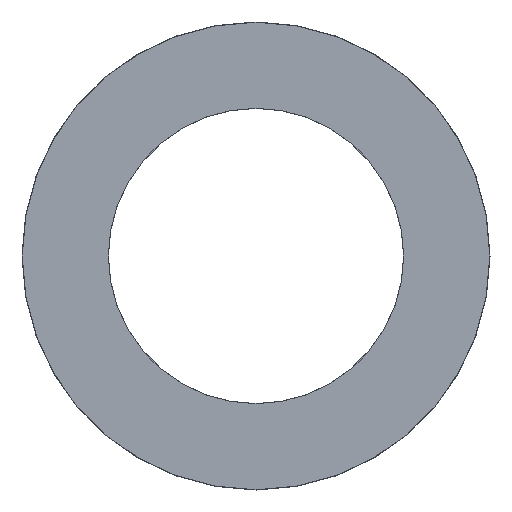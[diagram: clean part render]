
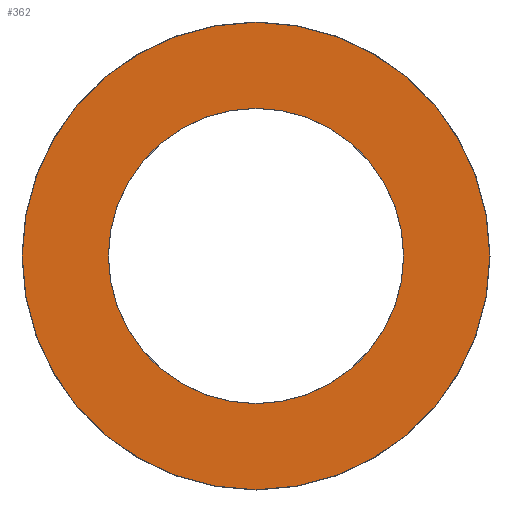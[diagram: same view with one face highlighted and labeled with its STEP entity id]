
A CAD part, front view. The second image highlights one B-rep face of the part: STEP entity #362.
In plain terms, the highlighted planar face has unit normal (0, -1, 0).
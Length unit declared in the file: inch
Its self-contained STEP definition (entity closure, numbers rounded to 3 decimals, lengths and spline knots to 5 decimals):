
#33 = DIRECTION ( 'NONE',  ( 0., 0., 1. ) ) ;
#61 = AXIS2_PLACEMENT_3D ( 'NONE', #141, #391, #352 ) ;
#73 = VERTEX_POINT ( 'NONE', #410 ) ;
#79 = DIRECTION ( 'NONE',  ( 0., 1., 0. ) ) ;
#88 = EDGE_LOOP ( 'NONE', ( #425 ) ) ;
#131 = CARTESIAN_POINT ( 'NONE',  ( 2.03219, 1.57586, 2.16412 ) ) ;
#141 = CARTESIAN_POINT ( 'NONE',  ( 2.03219, 1.57586, 2.16412 ) ) ;
#152 = ORIENTED_EDGE ( 'NONE', *, *, #497, .T. ) ;
#168 = DIRECTION ( 'NONE',  ( 0., 1., 0. ) ) ;
#177 = FACE_OUTER_BOUND ( 'NONE', #88, .T. ) ;
#225 = PLANE ( 'NONE',  #61 ) ;
#273 = CARTESIAN_POINT ( 'NONE',  ( 2.03219, 1.57586, 3.91862 ) ) ;
#279 = AXIS2_PLACEMENT_3D ( 'NONE', #131, #168, #295 ) ;
#290 = CIRCLE ( 'NONE', #279, 1.1085 ) ;
#295 = DIRECTION ( 'NONE',  ( 0., 0., 1. ) ) ;
#352 = DIRECTION ( 'NONE',  ( 0., 0., 1. ) ) ;
#357 = AXIS2_PLACEMENT_3D ( 'NONE', #472, #79, #33 ) ;
#362 = ADVANCED_FACE ( 'NONE', ( #177, #532 ), #225, .F. ) ;
#391 = DIRECTION ( 'NONE',  ( 0., 1., 0. ) ) ;
#410 = CARTESIAN_POINT ( 'NONE',  ( 2.03219, 1.57586, 3.27262 ) ) ;
#425 = ORIENTED_EDGE ( 'NONE', *, *, #554, .F. ) ;
#438 = CIRCLE ( 'NONE', #357, 1.7545 ) ;
#451 = VERTEX_POINT ( 'NONE', #273 ) ;
#472 = CARTESIAN_POINT ( 'NONE',  ( 2.03219, 1.57586, 2.16412 ) ) ;
#479 = EDGE_LOOP ( 'NONE', ( #152 ) ) ;
#497 = EDGE_CURVE ( 'NONE', #73, #73, #290, .T. ) ;
#532 = FACE_BOUND ( 'NONE', #479, .T. ) ;
#554 = EDGE_CURVE ( 'NONE', #451, #451, #438, .T. ) ;
